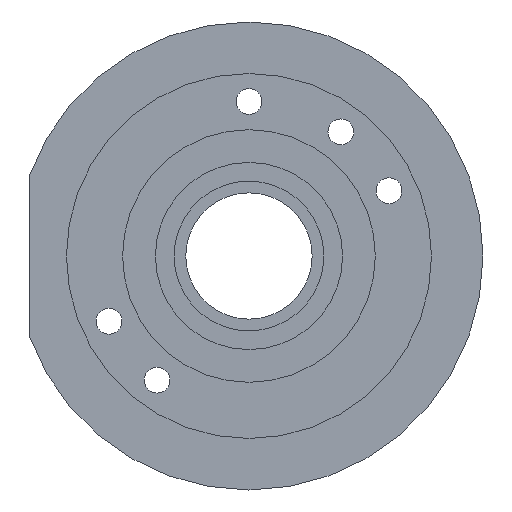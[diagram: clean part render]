
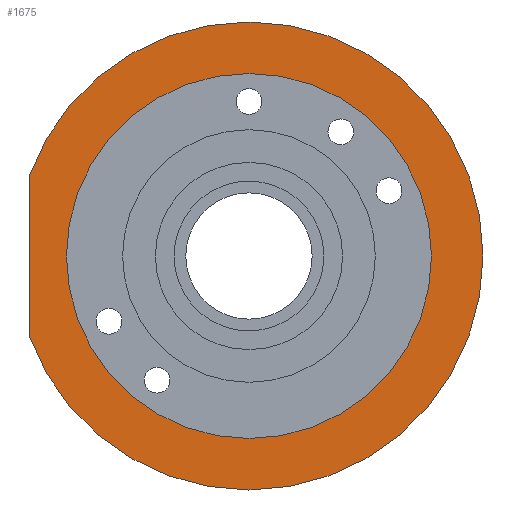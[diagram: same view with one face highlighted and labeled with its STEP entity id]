
A CAD part, front view. The second image highlights one B-rep face of the part: STEP entity #1675.
In plain terms, the highlighted planar face has unit normal (0, -1, 0).
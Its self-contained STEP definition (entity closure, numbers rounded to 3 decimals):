
#4 = CIRCLE ( 'NONE', #1301, 39. ) ;
#26 = DIRECTION ( 'NONE',  ( 0., 0., -1. ) ) ;
#42 = ORIENTED_EDGE ( 'NONE', *, *, #1841, .T. ) ;
#92 = DIRECTION ( 'NONE',  ( 0., 0., -1. ) ) ;
#106 = CARTESIAN_POINT ( 'NONE',  ( 0., 3., -50. ) ) ;
#117 = DIRECTION ( 'NONE',  ( 0., -1., 0. ) ) ;
#119 = AXIS2_PLACEMENT_3D ( 'NONE', #715, #117, #256 ) ;
#129 = DIRECTION ( 'NONE',  ( 0., -1., 0. ) ) ;
#159 = DIRECTION ( 'NONE',  ( 0., 0., -1. ) ) ;
#175 = DIRECTION ( 'NONE',  ( 0., -1., 0. ) ) ;
#217 = CIRCLE ( 'NONE', #119, 50. ) ;
#219 = CARTESIAN_POINT ( 'NONE',  ( 0., 3., 50. ) ) ;
#243 = EDGE_LOOP ( 'NONE', ( #682, #565 ) ) ;
#256 = DIRECTION ( 'NONE',  ( 0., 0., -1. ) ) ;
#264 = VERTEX_POINT ( 'NONE', #219 ) ;
#269 = DIRECTION ( 'NONE',  ( 0., -1., 0. ) ) ;
#295 = DIRECTION ( 'NONE',  ( 0., -1., 0. ) ) ;
#304 = VERTEX_POINT ( 'NONE', #590 ) ;
#317 = CARTESIAN_POINT ( 'NONE',  ( 0., 3., -39. ) ) ;
#403 = AXIS2_PLACEMENT_3D ( 'NONE', #1599, #129, #92 ) ;
#450 = CARTESIAN_POINT ( 'NONE',  ( 0., 3., 0. ) ) ;
#495 = VERTEX_POINT ( 'NONE', #1071 ) ;
#519 = CARTESIAN_POINT ( 'NONE',  ( 0., 3., 39. ) ) ;
#521 = DIRECTION ( 'NONE',  ( 0., 0., -1. ) ) ;
#540 = ORIENTED_EDGE ( 'NONE', *, *, #1083, .T. ) ;
#565 = ORIENTED_EDGE ( 'NONE', *, *, #1466, .F. ) ;
#590 = CARTESIAN_POINT ( 'NONE',  ( -47., 3., 17.059 ) ) ;
#598 = AXIS2_PLACEMENT_3D ( 'NONE', #1766, #269, #729 ) ;
#647 = CARTESIAN_POINT ( 'NONE',  ( 0., 3., 0. ) ) ;
#654 = CIRCLE ( 'NONE', #1734, 50. ) ;
#671 = CARTESIAN_POINT ( 'NONE',  ( 0., 3., 0. ) ) ;
#682 = ORIENTED_EDGE ( 'NONE', *, *, #1259, .F. ) ;
#715 = CARTESIAN_POINT ( 'NONE',  ( 0., 3., 0. ) ) ;
#729 = DIRECTION ( 'NONE',  ( 0., 0., -1. ) ) ;
#731 = FACE_OUTER_BOUND ( 'NONE', #1345, .T. ) ;
#784 = AXIS2_PLACEMENT_3D ( 'NONE', #450, #295, #1910 ) ;
#973 = ORIENTED_EDGE ( 'NONE', *, *, #1419, .T. ) ;
#999 = ORIENTED_EDGE ( 'NONE', *, *, #1062, .T. ) ;
#1033 = CIRCLE ( 'NONE', #784, 39. ) ;
#1062 = EDGE_CURVE ( 'NONE', #264, #304, #217, .T. ) ;
#1071 = CARTESIAN_POINT ( 'NONE',  ( -47., 3., -17.059 ) ) ;
#1083 = EDGE_CURVE ( 'NONE', #1219, #264, #1744, .T. ) ;
#1154 = PLANE ( 'NONE',  #403 ) ;
#1174 = LINE ( 'NONE', #1352, #1892 ) ;
#1219 = VERTEX_POINT ( 'NONE', #106 ) ;
#1259 = EDGE_CURVE ( 'NONE', #1705, #1619, #1033, .T. ) ;
#1301 = AXIS2_PLACEMENT_3D ( 'NONE', #647, #175, #26 ) ;
#1345 = EDGE_LOOP ( 'NONE', ( #42, #540, #999, #973 ) ) ;
#1352 = CARTESIAN_POINT ( 'NONE',  ( -47., 3., -60. ) ) ;
#1419 = EDGE_CURVE ( 'NONE', #304, #495, #1174, .T. ) ;
#1466 = EDGE_CURVE ( 'NONE', #1619, #1705, #4, .T. ) ;
#1591 = DIRECTION ( 'NONE',  ( 0., -1., 0. ) ) ;
#1599 = CARTESIAN_POINT ( 'NONE',  ( 1.5, 3., 0. ) ) ;
#1614 = FACE_BOUND ( 'NONE', #243, .T. ) ;
#1619 = VERTEX_POINT ( 'NONE', #519 ) ;
#1675 = ADVANCED_FACE ( 'NONE', ( #1614, #731 ), #1154, .T. ) ;
#1705 = VERTEX_POINT ( 'NONE', #317 ) ;
#1734 = AXIS2_PLACEMENT_3D ( 'NONE', #671, #1591, #521 ) ;
#1744 = CIRCLE ( 'NONE', #598, 50. ) ;
#1766 = CARTESIAN_POINT ( 'NONE',  ( 0., 3., 0. ) ) ;
#1841 = EDGE_CURVE ( 'NONE', #495, #1219, #654, .T. ) ;
#1892 = VECTOR ( 'NONE', #159, 1000. ) ;
#1910 = DIRECTION ( 'NONE',  ( 0., 0., -1. ) ) ;
